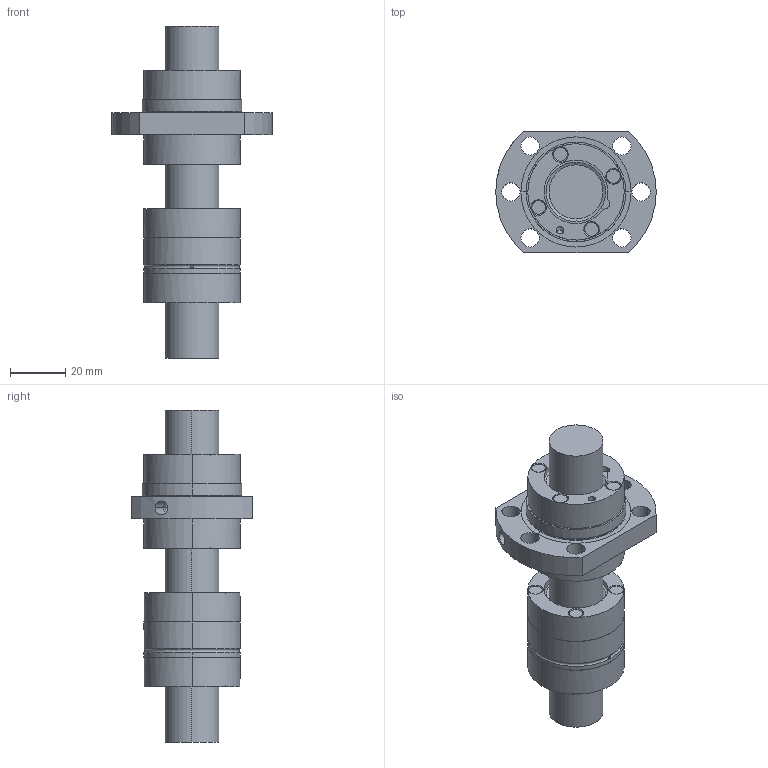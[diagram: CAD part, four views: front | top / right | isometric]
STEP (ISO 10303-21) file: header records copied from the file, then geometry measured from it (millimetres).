
FILE_DESCRIPTION(('Creo Elements/Direct Modeling STEP Export'),'2;1');
FILE_NAME('HSB-KGT-M-2005RH-1g.stp','2015-05-08T 7:31:08',(''),(''),'Creo Elements/Direct Modeling STEP processor for AP214 (Solid Model)','Creo Elements/Direct Modeling 18.1F 24-Jul-2014 (C) Parametric Technology GmbH','');
FILE_SCHEMA(('AUTOMOTIVE_DESIGN { 1 0 10303 214 1 1 1 1 }'));
Length unit declared in the file: millimetre
Products named in the file (3): HSB-KGM-F-2005RH-1g_22902; HSB-KGM-M-2005RH-1g_20303; HSB-KGS-2005RH-1g-T7_23872
Bounding box: 58 x 44 x 120 mm (x, y, z)
Volume: 88005.1 mm3; surface area: 26536.9 mm2
Topology: 3 solids, 3 shells, 187 faces, 551 edges, 374 vertices
Faces by surface type: cylinder 90, cone 56, plane 37, torus 4
Entity records: 9195 total; most frequent: CARTESIAN_POINT 3178, ORIENTED_EDGE 1082, DIRECTION 808, EDGE_CURVE 541, VERTEX_POINT 374, AXIS2_PLACEMENT_3D 325, EDGE_LOOP 219, COLOUR_RGB 190
